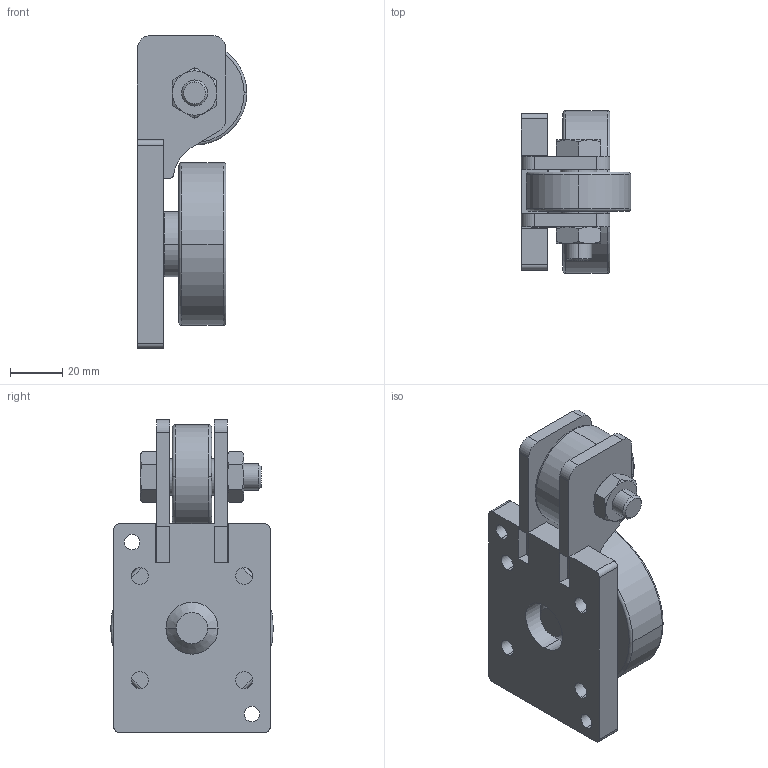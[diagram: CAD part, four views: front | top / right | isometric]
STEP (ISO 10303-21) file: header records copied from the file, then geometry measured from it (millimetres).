
FILE_DESCRIPTION(('STEP AP214'),'1');
FILE_NAME('v_6250_ap.stp','2021-03-31T16:24:05',('TraceParts'),('TraceParts S.A.'),'Spatial InterOp 3D',' ',' ');
FILE_SCHEMA(('AUTOMOTIVE_DESIGN { 1 0 10303 214 1 1 1 1 }'));
Length unit declared in the file: millimetre
Products named in the file (1): v_6250_ap
Bounding box: 42 x 62.4 x 120 mm (x, y, z)
Volume: 131999.1 mm3; surface area: 37704.4 mm2
Topology: 1 solids, 1 shells, 236 faces, 583 edges, 378 vertices
Faces by surface type: cylinder 107, plane 85, cone 36, torus 8
Entity records: 9049 total; most frequent: CARTESIAN_POINT 1342, DIRECTION 1311, ORIENTED_EDGE 1166, EDGE_CURVE 583, AXIS2_PLACEMENT_3D 527, VERTEX_POINT 378, CIRCLE 290, EDGE_LOOP 279
